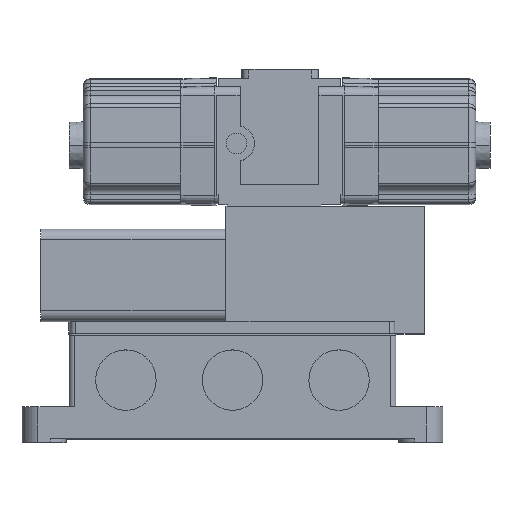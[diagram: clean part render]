
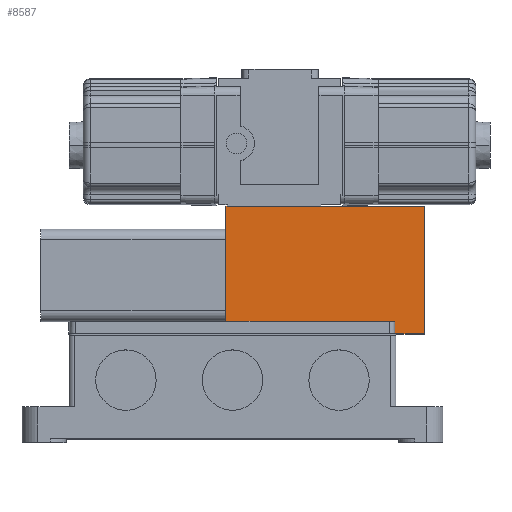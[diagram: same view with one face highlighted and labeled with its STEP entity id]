
A CAD part, top view. The second image highlights one B-rep face of the part: STEP entity #8587.
In plain terms, the highlighted planar face has unit normal (0, 0, 1).
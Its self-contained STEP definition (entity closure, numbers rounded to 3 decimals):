
#382 = VECTOR ( 'NONE', #1563, 1000. ) ;
#501 = DIRECTION ( 'NONE',  ( 1., 0., 0. ) ) ;
#785 = LINE ( 'NONE', #12680, #5099 ) ;
#1092 = VECTOR ( 'NONE', #7717, 1000. ) ;
#1156 = VECTOR ( 'NONE', #8574, 1000. ) ;
#1464 = DIRECTION ( 'NONE',  ( 1., 0., 0. ) ) ;
#1563 = DIRECTION ( 'NONE',  ( 0., -1., 0. ) ) ;
#1640 = ORIENTED_EDGE ( 'NONE', *, *, #2227, .T. ) ;
#1733 = VERTEX_POINT ( 'NONE', #2307 ) ;
#1749 = ORIENTED_EDGE ( 'NONE', *, *, #5598, .F. ) ;
#2209 = DIRECTION ( 'NONE',  ( 1., 0., 0. ) ) ;
#2227 = EDGE_CURVE ( 'NONE', #11083, #10456, #6823, .T. ) ;
#2237 = ORIENTED_EDGE ( 'NONE', *, *, #13924, .F. ) ;
#2307 = CARTESIAN_POINT ( 'NONE',  ( -4., 98., 33. ) ) ;
#2950 = CARTESIAN_POINT ( 'NONE',  ( 108., 98., 33. ) ) ;
#3066 = ORIENTED_EDGE ( 'NONE', *, *, #3979, .F. ) ;
#3391 = PLANE ( 'NONE',  #6510 ) ;
#3538 = ORIENTED_EDGE ( 'NONE', *, *, #10634, .T. ) ;
#3979 = EDGE_CURVE ( 'NONE', #1733, #8146, #785, .T. ) ;
#4068 = LINE ( 'NONE', #5022, #4233 ) ;
#4233 = VECTOR ( 'NONE', #7255, 1000. ) ;
#4441 = CARTESIAN_POINT ( 'NONE',  ( 91.454, 26., 33. ) ) ;
#4599 = ORIENTED_EDGE ( 'NONE', *, *, #6193, .F. ) ;
#4703 = LINE ( 'NONE', #2950, #12493 ) ;
#5022 = CARTESIAN_POINT ( 'NONE',  ( 88.292, 33., 33. ) ) ;
#5099 = VECTOR ( 'NONE', #501, 1000. ) ;
#5598 = EDGE_CURVE ( 'NONE', #8573, #12046, #4068, .T. ) ;
#5702 = LINE ( 'NONE', #12108, #1092 ) ;
#6016 = VECTOR ( 'NONE', #2209, 1000. ) ;
#6193 = EDGE_CURVE ( 'NONE', #7820, #13845, #13194, .T. ) ;
#6398 = ORIENTED_EDGE ( 'NONE', *, *, #8843, .F. ) ;
#6483 = CARTESIAN_POINT ( 'NONE',  ( -4., 98., 33. ) ) ;
#6510 = AXIS2_PLACEMENT_3D ( 'NONE', #7667, #10973, #12054 ) ;
#6690 = VERTEX_POINT ( 'NONE', #12872 ) ;
#6823 = LINE ( 'NONE', #11209, #11084 ) ;
#7032 = VECTOR ( 'NONE', #10172, 1000. ) ;
#7115 = CARTESIAN_POINT ( 'NONE',  ( -3., 98., 33. ) ) ;
#7131 = CARTESIAN_POINT ( 'NONE',  ( -4., 98., 33. ) ) ;
#7255 = DIRECTION ( 'NONE',  ( -1., 0., 0. ) ) ;
#7348 = CARTESIAN_POINT ( 'NONE',  ( 50., 98., 33. ) ) ;
#7667 = CARTESIAN_POINT ( 'NONE',  ( -4., 98., 33. ) ) ;
#7717 = DIRECTION ( 'NONE',  ( 0., 1., 0. ) ) ;
#7737 = FACE_OUTER_BOUND ( 'NONE', #9048, .T. ) ;
#7820 = VERTEX_POINT ( 'NONE', #7348 ) ;
#8146 = VERTEX_POINT ( 'NONE', #7115 ) ;
#8573 = VERTEX_POINT ( 'NONE', #10903 ) ;
#8574 = DIRECTION ( 'NONE',  ( 1., 0., 0. ) ) ;
#8587 = ADVANCED_FACE ( 'NONE', ( #7737 ), #3391, .T. ) ;
#8843 = EDGE_CURVE ( 'NONE', #13845, #6690, #4703, .T. ) ;
#9048 = EDGE_LOOP ( 'NONE', ( #2237, #1640, #3538, #6398, #4599, #9378, #3066, #14166, #1749 ) ) ;
#9378 = ORIENTED_EDGE ( 'NONE', *, *, #10639, .F. ) ;
#9927 = CARTESIAN_POINT ( 'NONE',  ( -4., 26., 33. ) ) ;
#10172 = DIRECTION ( 'NONE',  ( 1., 0., 0. ) ) ;
#10456 = VERTEX_POINT ( 'NONE', #10662 ) ;
#10634 = EDGE_CURVE ( 'NONE', #10456, #6690, #14046, .T. ) ;
#10639 = EDGE_CURVE ( 'NONE', #8146, #7820, #11006, .T. ) ;
#10662 = CARTESIAN_POINT ( 'NONE',  ( 92., 26., 33. ) ) ;
#10903 = CARTESIAN_POINT ( 'NONE',  ( 91.454, 33., 33. ) ) ;
#10973 = DIRECTION ( 'NONE',  ( 0., 0., 1. ) ) ;
#11006 = LINE ( 'NONE', #6483, #1156 ) ;
#11083 = VERTEX_POINT ( 'NONE', #4441 ) ;
#11084 = VECTOR ( 'NONE', #1464, 1000. ) ;
#11209 = CARTESIAN_POINT ( 'NONE',  ( -4., 26., 33. ) ) ;
#12007 = CARTESIAN_POINT ( 'NONE',  ( -4., 33., 33. ) ) ;
#12046 = VERTEX_POINT ( 'NONE', #12007 ) ;
#12054 = DIRECTION ( 'NONE',  ( 0., -1., 0. ) ) ;
#12108 = CARTESIAN_POINT ( 'NONE',  ( 91.454, 33., 33. ) ) ;
#12493 = VECTOR ( 'NONE', #13772, 1000. ) ;
#12680 = CARTESIAN_POINT ( 'NONE',  ( -4., 98., 33. ) ) ;
#12872 = CARTESIAN_POINT ( 'NONE',  ( 108., 26., 33. ) ) ;
#13128 = EDGE_CURVE ( 'NONE', #1733, #12046, #13533, .T. ) ;
#13194 = LINE ( 'NONE', #13265, #7032 ) ;
#13265 = CARTESIAN_POINT ( 'NONE',  ( -4., 98., 33. ) ) ;
#13533 = LINE ( 'NONE', #7131, #382 ) ;
#13771 = CARTESIAN_POINT ( 'NONE',  ( 108., 98., 33. ) ) ;
#13772 = DIRECTION ( 'NONE',  ( 0., -1., 0. ) ) ;
#13845 = VERTEX_POINT ( 'NONE', #13771 ) ;
#13924 = EDGE_CURVE ( 'NONE', #11083, #8573, #5702, .T. ) ;
#14046 = LINE ( 'NONE', #9927, #6016 ) ;
#14166 = ORIENTED_EDGE ( 'NONE', *, *, #13128, .T. ) ;
